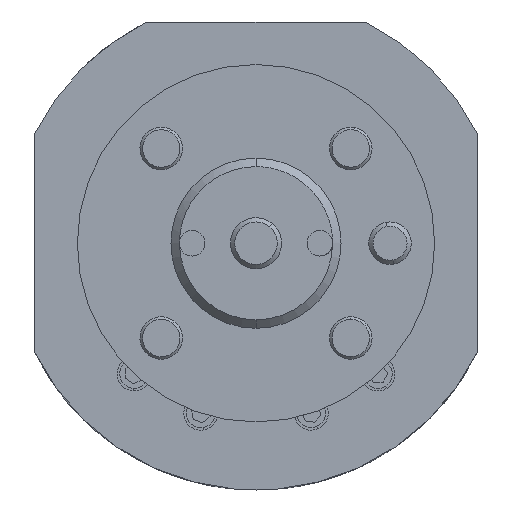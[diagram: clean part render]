
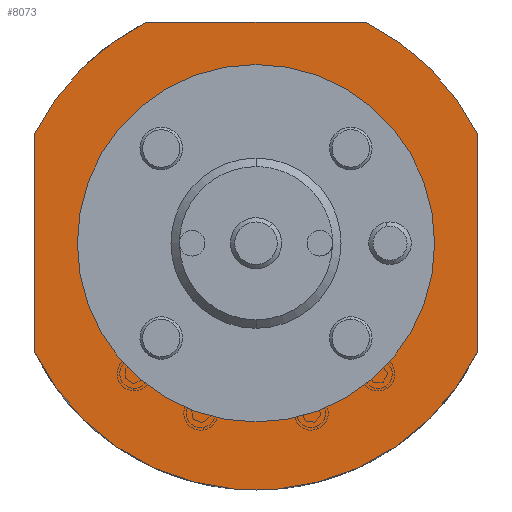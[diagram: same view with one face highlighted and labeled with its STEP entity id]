
A CAD part, front view. The second image highlights one B-rep face of the part: STEP entity #8073.
In plain terms, the highlighted planar face has unit normal (0, -1, 0).
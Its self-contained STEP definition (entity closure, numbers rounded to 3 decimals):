
#162 = CARTESIAN_POINT ( 'NONE',  ( -26., 8.1, -12.845 ) ) ;
#357 = ORIENTED_EDGE ( 'NONE', *, *, #13863, .F. ) ;
#996 = FACE_OUTER_BOUND ( 'NONE', #20337, .T. ) ;
#1745 = ORIENTED_EDGE ( 'NONE', *, *, #10142, .F. ) ;
#1751 = VECTOR ( 'NONE', #6738, 1000. ) ;
#2129 = CARTESIAN_POINT ( 'NONE',  ( -26., 8.1, 0. ) ) ;
#2478 = AXIS2_PLACEMENT_3D ( 'NONE', #27229, #13264, #29579 ) ;
#3070 = DIRECTION ( 'NONE',  ( 1., 0., 0. ) ) ;
#3388 = CARTESIAN_POINT ( 'NONE',  ( -12.845, 8.1, 26. ) ) ;
#4160 = CARTESIAN_POINT ( 'NONE',  ( 0., 8.1, 0. ) ) ;
#5363 = DIRECTION ( 'NONE',  ( 0., 1., 0. ) ) ;
#5437 = VERTEX_POINT ( 'NONE', #9112 ) ;
#5559 = VERTEX_POINT ( 'NONE', #162 ) ;
#5770 = VECTOR ( 'NONE', #3070, 1000. ) ;
#6390 = CARTESIAN_POINT ( 'NONE',  ( -26., 8.1, 12.845 ) ) ;
#6525 = DIRECTION ( 'NONE',  ( 0., 0., 1. ) ) ;
#6576 = AXIS2_PLACEMENT_3D ( 'NONE', #4160, #20435, #6525 ) ;
#6719 = VERTEX_POINT ( 'NONE', #10090 ) ;
#6738 = DIRECTION ( 'NONE',  ( 0., 0., 1. ) ) ;
#7023 = EDGE_CURVE ( 'NONE', #5559, #20749, #7233, .T. ) ;
#7233 = LINE ( 'NONE', #2129, #1751 ) ;
#7529 = DIRECTION ( 'NONE',  ( 0., 0., -1. ) ) ;
#7987 = LINE ( 'NONE', #22995, #18922 ) ;
#8073 = ADVANCED_FACE ( 'NONE', ( #996 ), #19138, .T. ) ;
#9112 = CARTESIAN_POINT ( 'NONE',  ( 12.845, 8.1, 26. ) ) ;
#9468 = CIRCLE ( 'NONE', #6576, 29. ) ;
#9944 = EDGE_CURVE ( 'NONE', #20749, #27564, #9468, .T. ) ;
#10090 = CARTESIAN_POINT ( 'NONE',  ( 26., 8.1, 12.845 ) ) ;
#10142 = EDGE_CURVE ( 'NONE', #5437, #6719, #19662, .T. ) ;
#12094 = CARTESIAN_POINT ( 'NONE',  ( 29., 8.1, 0. ) ) ;
#12335 = ORIENTED_EDGE ( 'NONE', *, *, #7023, .F. ) ;
#12459 = EDGE_CURVE ( 'NONE', #27564, #5437, #28378, .T. ) ;
#12791 = AXIS2_PLACEMENT_3D ( 'NONE', #19314, #5363, #21634 ) ;
#13264 = DIRECTION ( 'NONE',  ( 0., 1., 0. ) ) ;
#13863 = EDGE_CURVE ( 'NONE', #18541, #5559, #14822, .T. ) ;
#14004 = AXIS2_PLACEMENT_3D ( 'NONE', #12094, #21472, #7529 ) ;
#14707 = CARTESIAN_POINT ( 'NONE',  ( 29., 8.1, 26. ) ) ;
#14822 = CIRCLE ( 'NONE', #2478, 29. ) ;
#17898 = ORIENTED_EDGE ( 'NONE', *, *, #9944, .F. ) ;
#18541 = VERTEX_POINT ( 'NONE', #26879 ) ;
#18922 = VECTOR ( 'NONE', #25677, 1000. ) ;
#19138 = PLANE ( 'NONE',  #14004 ) ;
#19314 = CARTESIAN_POINT ( 'NONE',  ( 0., 8.1, 0. ) ) ;
#19662 = CIRCLE ( 'NONE', #12791, 29. ) ;
#20337 = EDGE_LOOP ( 'NONE', ( #22860, #1745, #26842, #17898, #12335, #357 ) ) ;
#20435 = DIRECTION ( 'NONE',  ( 0., 1., 0. ) ) ;
#20749 = VERTEX_POINT ( 'NONE', #6390 ) ;
#21472 = DIRECTION ( 'NONE',  ( 0., -1., 0. ) ) ;
#21634 = DIRECTION ( 'NONE',  ( 0., 0., 1. ) ) ;
#22860 = ORIENTED_EDGE ( 'NONE', *, *, #23380, .F. ) ;
#22995 = CARTESIAN_POINT ( 'NONE',  ( 26., 8.1, 0. ) ) ;
#23380 = EDGE_CURVE ( 'NONE', #6719, #18541, #7987, .T. ) ;
#25677 = DIRECTION ( 'NONE',  ( 0., 0., -1. ) ) ;
#26842 = ORIENTED_EDGE ( 'NONE', *, *, #12459, .F. ) ;
#26879 = CARTESIAN_POINT ( 'NONE',  ( 26., 8.1, -12.845 ) ) ;
#27229 = CARTESIAN_POINT ( 'NONE',  ( 0., 8.1, 0. ) ) ;
#27564 = VERTEX_POINT ( 'NONE', #3388 ) ;
#28378 = LINE ( 'NONE', #14707, #5770 ) ;
#29579 = DIRECTION ( 'NONE',  ( 0., 0., 1. ) ) ;
